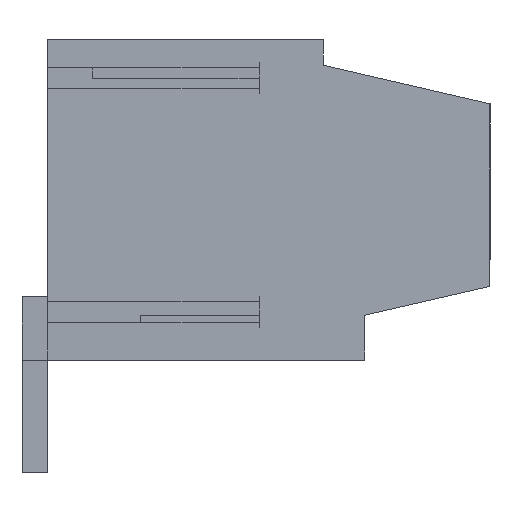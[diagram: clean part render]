
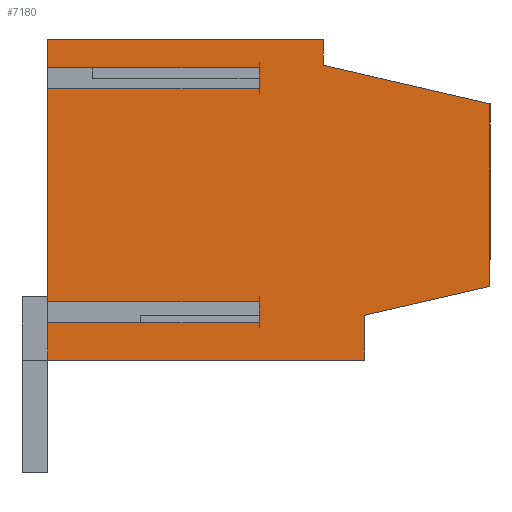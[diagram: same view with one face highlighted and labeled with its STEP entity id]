
A CAD part, left-side view. The second image highlights one B-rep face of the part: STEP entity #7180.
In plain terms, the highlighted planar face has unit normal (-1, 0, 0).
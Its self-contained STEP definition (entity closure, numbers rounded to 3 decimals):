
#7048=AXIS2_PLACEMENT_3D('Plane Axis2P3D',#7045,#7046,#7047) ;
#7045=CARTESIAN_POINT('Axis2P3D Location',(0.,14.6,0.)) ;
#7050=CARTESIAN_POINT('Line Origine',(0.,13.8,8.65)) ;
#7054=CARTESIAN_POINT('Vertex',(0.,13.8,11.975)) ;
#7056=CARTESIAN_POINT('Vertex',(0.,13.8,5.325)) ;
#7059=CARTESIAN_POINT('Line Origine',(0.,10.5,5.325)) ;
#7063=CARTESIAN_POINT('Vertex',(0.,7.2,5.325)) ;
#7066=CARTESIAN_POINT('Line Origine',(0.,7.2,5.)) ;
#7070=CARTESIAN_POINT('Vertex',(0.,7.2,4.675)) ;
#7073=CARTESIAN_POINT('Line Origine',(0.,10.5,4.675)) ;
#7077=CARTESIAN_POINT('Vertex',(0.,13.8,4.675)) ;
#7080=CARTESIAN_POINT('Line Origine',(0.,13.8,4.088)) ;
#7084=CARTESIAN_POINT('Vertex',(0.,13.8,3.5)) ;
#7087=CARTESIAN_POINT('Line Origine',(0.,8.85,3.5)) ;
#7091=CARTESIAN_POINT('Vertex',(0.,3.9,3.5)) ;
#7094=CARTESIAN_POINT('Line Origine',(0.,3.9,4.2)) ;
#7098=CARTESIAN_POINT('Vertex',(0.,3.9,4.9)) ;
#7101=CARTESIAN_POINT('Line Origine',(0.,1.95,5.35)) ;
#7105=CARTESIAN_POINT('Vertex',(0.,0.,5.8)) ;
#7108=CARTESIAN_POINT('Line Origine',(0.,0.,8.65)) ;
#7112=CARTESIAN_POINT('Vertex',(0.,0.,11.499)) ;
#7115=CARTESIAN_POINT('Line Origine',(0.,2.6,12.1)) ;
#7119=CARTESIAN_POINT('Vertex',(0.,5.2,12.7)) ;
#7122=CARTESIAN_POINT('Line Origine',(0.,5.2,13.1)) ;
#7126=CARTESIAN_POINT('Vertex',(0.,5.2,13.5)) ;
#7129=CARTESIAN_POINT('Line Origine',(0.,9.5,13.5)) ;
#7133=CARTESIAN_POINT('Vertex',(0.,13.8,13.5)) ;
#7136=CARTESIAN_POINT('Line Origine',(0.,13.8,13.062)) ;
#7140=CARTESIAN_POINT('Vertex',(0.,13.8,12.625)) ;
#7143=CARTESIAN_POINT('Line Origine',(0.,10.5,12.625)) ;
#7147=CARTESIAN_POINT('Vertex',(0.,7.2,12.625)) ;
#7150=CARTESIAN_POINT('Line Origine',(0.,7.2,12.3)) ;
#7154=CARTESIAN_POINT('Vertex',(0.,7.2,11.975)) ;
#7157=CARTESIAN_POINT('Line Origine',(0.,10.5,11.975)) ;
#7046=DIRECTION('Axis2P3D Direction',(-1.,0.,0.)) ;
#7047=DIRECTION('Axis2P3D XDirection',(0.,-1.,0.)) ;
#7051=DIRECTION('Vector Direction',(0.,0.,-1.)) ;
#7060=DIRECTION('Vector Direction',(0.,-1.,0.)) ;
#7067=DIRECTION('Vector Direction',(0.,0.,-1.)) ;
#7074=DIRECTION('Vector Direction',(0.,-1.,0.)) ;
#7081=DIRECTION('Vector Direction',(0.,0.,-1.)) ;
#7088=DIRECTION('Vector Direction',(0.,-1.,0.)) ;
#7095=DIRECTION('Vector Direction',(0.,0.,1.)) ;
#7102=DIRECTION('Vector Direction',(0.,-0.974,0.225)) ;
#7109=DIRECTION('Vector Direction',(0.,0.,1.)) ;
#7116=DIRECTION('Vector Direction',(0.,0.974,0.225)) ;
#7123=DIRECTION('Vector Direction',(0.,0.,1.)) ;
#7130=DIRECTION('Vector Direction',(0.,1.,0.)) ;
#7137=DIRECTION('Vector Direction',(0.,0.,-1.)) ;
#7144=DIRECTION('Vector Direction',(0.,-1.,0.)) ;
#7151=DIRECTION('Vector Direction',(0.,0.,-1.)) ;
#7158=DIRECTION('Vector Direction',(0.,-1.,0.)) ;
#7052=VECTOR('Line Direction',#7051,1.) ;
#7061=VECTOR('Line Direction',#7060,1.) ;
#7068=VECTOR('Line Direction',#7067,1.) ;
#7075=VECTOR('Line Direction',#7074,1.) ;
#7082=VECTOR('Line Direction',#7081,1.) ;
#7089=VECTOR('Line Direction',#7088,1.) ;
#7096=VECTOR('Line Direction',#7095,1.) ;
#7103=VECTOR('Line Direction',#7102,1.) ;
#7110=VECTOR('Line Direction',#7109,1.) ;
#7117=VECTOR('Line Direction',#7116,1.) ;
#7124=VECTOR('Line Direction',#7123,1.) ;
#7131=VECTOR('Line Direction',#7130,1.) ;
#7138=VECTOR('Line Direction',#7137,1.) ;
#7145=VECTOR('Line Direction',#7144,1.) ;
#7152=VECTOR('Line Direction',#7151,1.) ;
#7159=VECTOR('Line Direction',#7158,1.) ;
#7163=ORIENTED_EDGE('',*,*,#7058,.T.) ;
#7164=ORIENTED_EDGE('',*,*,#7065,.T.) ;
#7165=ORIENTED_EDGE('',*,*,#7072,.T.) ;
#7166=ORIENTED_EDGE('',*,*,#7079,.F.) ;
#7167=ORIENTED_EDGE('',*,*,#7086,.T.) ;
#7168=ORIENTED_EDGE('',*,*,#7093,.T.) ;
#7169=ORIENTED_EDGE('',*,*,#7100,.T.) ;
#7170=ORIENTED_EDGE('',*,*,#7107,.T.) ;
#7171=ORIENTED_EDGE('',*,*,#7114,.T.) ;
#7172=ORIENTED_EDGE('',*,*,#7121,.T.) ;
#7173=ORIENTED_EDGE('',*,*,#7128,.T.) ;
#7174=ORIENTED_EDGE('',*,*,#7135,.T.) ;
#7175=ORIENTED_EDGE('',*,*,#7142,.T.) ;
#7176=ORIENTED_EDGE('',*,*,#7149,.T.) ;
#7177=ORIENTED_EDGE('',*,*,#7156,.T.) ;
#7178=ORIENTED_EDGE('',*,*,#7161,.F.) ;
#7180=ADVANCED_FACE('HOUSING',(#7179),#7049,.T.) ;
#7058=EDGE_CURVE('',#7055,#7057,#7053,.T.) ;
#7065=EDGE_CURVE('',#7057,#7064,#7062,.T.) ;
#7072=EDGE_CURVE('',#7064,#7071,#7069,.T.) ;
#7079=EDGE_CURVE('',#7078,#7071,#7076,.T.) ;
#7086=EDGE_CURVE('',#7078,#7085,#7083,.T.) ;
#7093=EDGE_CURVE('',#7085,#7092,#7090,.T.) ;
#7100=EDGE_CURVE('',#7092,#7099,#7097,.T.) ;
#7107=EDGE_CURVE('',#7099,#7106,#7104,.T.) ;
#7114=EDGE_CURVE('',#7106,#7113,#7111,.T.) ;
#7121=EDGE_CURVE('',#7113,#7120,#7118,.T.) ;
#7128=EDGE_CURVE('',#7120,#7127,#7125,.T.) ;
#7135=EDGE_CURVE('',#7127,#7134,#7132,.T.) ;
#7142=EDGE_CURVE('',#7134,#7141,#7139,.T.) ;
#7149=EDGE_CURVE('',#7141,#7148,#7146,.T.) ;
#7156=EDGE_CURVE('',#7148,#7155,#7153,.T.) ;
#7161=EDGE_CURVE('',#7055,#7155,#7160,.T.) ;
#7162=EDGE_LOOP('',(#7163,#7164,#7165,#7166,#7167,#7168,#7169,#7170,#7171,#7172,#7173,#7174,#7175,#7176,#7177,#7178)) ;
#7179=FACE_OUTER_BOUND('',#7162,.T.) ;
#7053=LINE('Line',#7050,#7052) ;
#7062=LINE('Line',#7059,#7061) ;
#7069=LINE('Line',#7066,#7068) ;
#7076=LINE('Line',#7073,#7075) ;
#7083=LINE('Line',#7080,#7082) ;
#7090=LINE('Line',#7087,#7089) ;
#7097=LINE('Line',#7094,#7096) ;
#7104=LINE('Line',#7101,#7103) ;
#7111=LINE('Line',#7108,#7110) ;
#7118=LINE('Line',#7115,#7117) ;
#7125=LINE('Line',#7122,#7124) ;
#7132=LINE('Line',#7129,#7131) ;
#7139=LINE('Line',#7136,#7138) ;
#7146=LINE('Line',#7143,#7145) ;
#7153=LINE('Line',#7150,#7152) ;
#7160=LINE('Line',#7157,#7159) ;
#7049=PLANE('',#7048) ;
#7055=VERTEX_POINT('',#7054) ;
#7057=VERTEX_POINT('',#7056) ;
#7064=VERTEX_POINT('',#7063) ;
#7071=VERTEX_POINT('',#7070) ;
#7078=VERTEX_POINT('',#7077) ;
#7085=VERTEX_POINT('',#7084) ;
#7092=VERTEX_POINT('',#7091) ;
#7099=VERTEX_POINT('',#7098) ;
#7106=VERTEX_POINT('',#7105) ;
#7113=VERTEX_POINT('',#7112) ;
#7120=VERTEX_POINT('',#7119) ;
#7127=VERTEX_POINT('',#7126) ;
#7134=VERTEX_POINT('',#7133) ;
#7141=VERTEX_POINT('',#7140) ;
#7148=VERTEX_POINT('',#7147) ;
#7155=VERTEX_POINT('',#7154) ;
